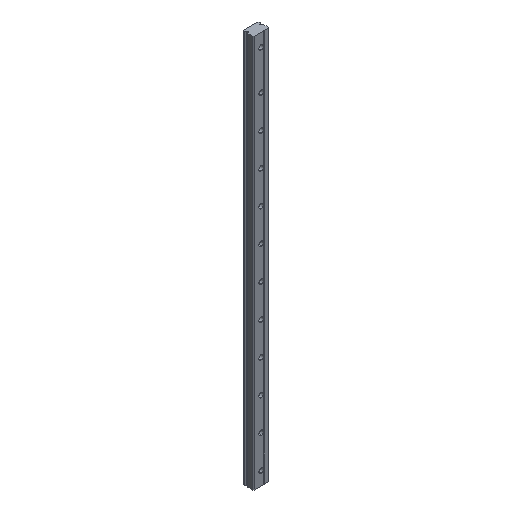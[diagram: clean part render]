
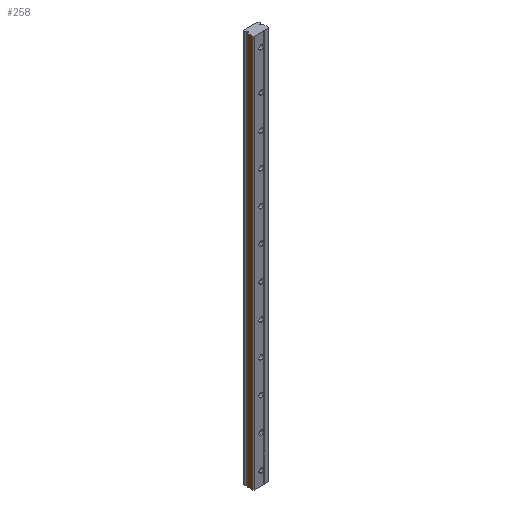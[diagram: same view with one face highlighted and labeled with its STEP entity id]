
A CAD part, isometric view. The second image highlights one B-rep face of the part: STEP entity #258.
In plain terms, the highlighted planar face has unit normal (-1, 0, 0).
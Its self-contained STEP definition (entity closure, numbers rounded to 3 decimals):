
#229 = AXIS2_PLACEMENT_3D ( 'NONE', #2560, #3146, #2339 ) ;
#252 = LINE ( 'NONE', #1853, #2966 ) ;
#258 = ADVANCED_FACE ( 'NONE', ( #1300 ), #2907, .F. ) ;
#388 = LINE ( 'NONE', #3449, #2403 ) ;
#618 = CARTESIAN_POINT ( 'NONE',  ( -5.982, -1.37, 150. ) ) ;
#782 = DIRECTION ( 'NONE',  ( 0., 0., -1. ) ) ;
#983 = DIRECTION ( 'NONE',  ( 0., -1., 0. ) ) ;
#1082 = EDGE_CURVE ( 'NONE', #3504, #2786, #1509, .T. ) ;
#1155 = EDGE_LOOP ( 'NONE', ( #1396, #3314, #2900, #3332 ) ) ;
#1230 = DIRECTION ( 'NONE',  ( 0., 0., -1. ) ) ;
#1300 = FACE_OUTER_BOUND ( 'NONE', #1155, .T. ) ;
#1396 = ORIENTED_EDGE ( 'NONE', *, *, #1082, .T. ) ;
#1509 = LINE ( 'NONE', #2646, #2319 ) ;
#1733 = EDGE_CURVE ( 'NONE', #2657, #2786, #252, .T. ) ;
#1853 = CARTESIAN_POINT ( 'NONE',  ( -5.982, -5.001, 150. ) ) ;
#2116 = CARTESIAN_POINT ( 'NONE',  ( -5.982, -5.001, 150. ) ) ;
#2238 = VECTOR ( 'NONE', #1230, 1000. ) ;
#2319 = VECTOR ( 'NONE', #983, 1000. ) ;
#2339 = DIRECTION ( 'NONE',  ( 0., 0., -1. ) ) ;
#2403 = VECTOR ( 'NONE', #3472, 1000. ) ;
#2409 = CARTESIAN_POINT ( 'NONE',  ( -5.982, -1.37, -150. ) ) ;
#2560 = CARTESIAN_POINT ( 'NONE',  ( -5.982, -1.37, 150. ) ) ;
#2573 = EDGE_CURVE ( 'NONE', #2918, #2657, #388, .T. ) ;
#2618 = EDGE_CURVE ( 'NONE', #2918, #3504, #3138, .T. ) ;
#2646 = CARTESIAN_POINT ( 'NONE',  ( -5.982, -1.37, -150. ) ) ;
#2657 = VERTEX_POINT ( 'NONE', #2116 ) ;
#2770 = CARTESIAN_POINT ( 'NONE',  ( -5.982, -5.001, -150. ) ) ;
#2786 = VERTEX_POINT ( 'NONE', #2770 ) ;
#2880 = CARTESIAN_POINT ( 'NONE',  ( -5.982, -1.37, 150. ) ) ;
#2900 = ORIENTED_EDGE ( 'NONE', *, *, #2573, .F. ) ;
#2907 = PLANE ( 'NONE',  #229 ) ;
#2918 = VERTEX_POINT ( 'NONE', #618 ) ;
#2966 = VECTOR ( 'NONE', #782, 1000. ) ;
#3138 = LINE ( 'NONE', #2880, #2238 ) ;
#3146 = DIRECTION ( 'NONE',  ( 1., 0., 0. ) ) ;
#3314 = ORIENTED_EDGE ( 'NONE', *, *, #1733, .F. ) ;
#3332 = ORIENTED_EDGE ( 'NONE', *, *, #2618, .T. ) ;
#3449 = CARTESIAN_POINT ( 'NONE',  ( -5.982, -1.37, 150. ) ) ;
#3472 = DIRECTION ( 'NONE',  ( 0., -1., 0. ) ) ;
#3504 = VERTEX_POINT ( 'NONE', #2409 ) ;
